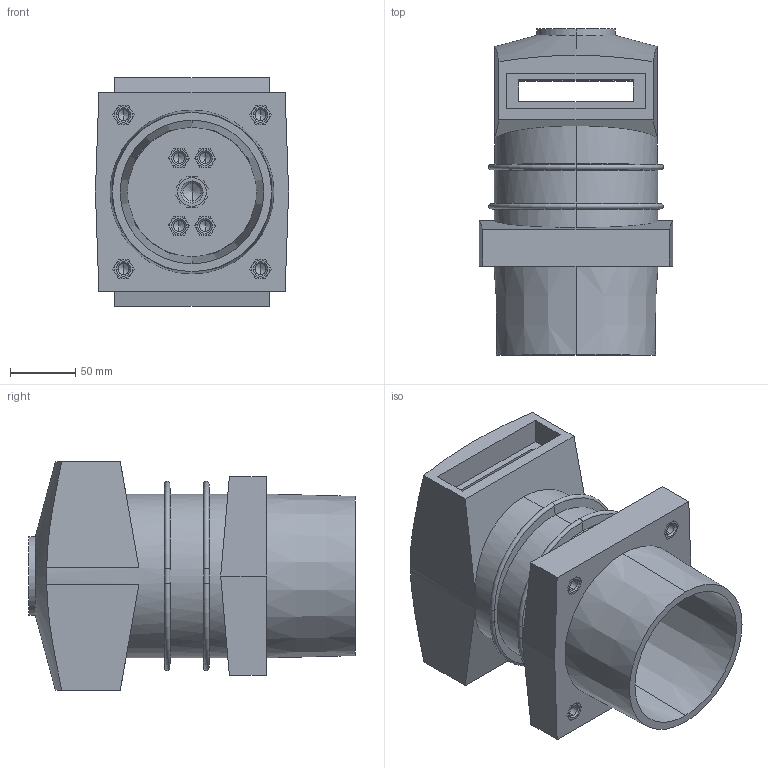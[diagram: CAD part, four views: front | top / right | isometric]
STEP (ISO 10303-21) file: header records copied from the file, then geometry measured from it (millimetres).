
FILE_DESCRIPTION (( 'STEP AP214' ), '1' );
FILE_NAME ('认菟-10-岩-02.STEP', '2024-04-23T11:20:00', ( '' ), ( '' ), 'SwSTEP 2.0', 'SolidWorks 2014', '' );
FILE_SCHEMA (( 'AUTOMOTIVE_DESIGN' ));
Length unit declared in the file: millimetre
Products named in the file (4): 认菟-10-岩-02; Êîðïóñ^ÂÅÈÓ.686153.006 Èçîëÿòîð ïðîõîäíîé ÈÏÝË-10-ÑÒ-02; ÂÅÈÓ.758472.005 Ãàéêà ñïåöèàëüíàÿ_-00; ÂÅÈÓ.758472.013 Ãàéêà ñïåöèàëüíàÿ_-00
Assembly tree (10 placements, depth 2):
  认菟-10-岩-02
    Êîðïóñ^ÂÅÈÓ.686153.006 Èçîëÿòîð ïðîõîäíîé ÈÏÝË-10-ÑÒ-02
    ÂÅÈÓ.758472.005 Ãàéêà ñïåöèàëüíàÿ_-00  x8
    ÂÅÈÓ.758472.013 Ãàéêà ñïåöèàëüíàÿ_-00
Bounding box: 148 x 250 x 175 mm (x, y, z)
Volume: 1780642.1 mm3; surface area: 295967.6 mm2
Topology: 10 solids, 10 shells, 594 faces, 1417 edges, 881 vertices
Faces by surface type: plane 325, cone 193, cylinder 68, torus 8
Entity records: 12517 total; most frequent: CARTESIAN_POINT 4000, ORIENTED_EDGE 1790, DIRECTION 1593, EDGE_CURVE 895, AXIS2_PLACEMENT_3D 575, VERTEX_POINT 566, LINE 443, VECTOR 443
